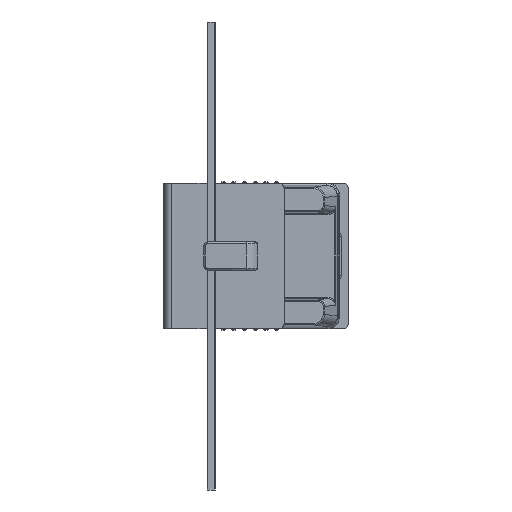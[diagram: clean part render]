
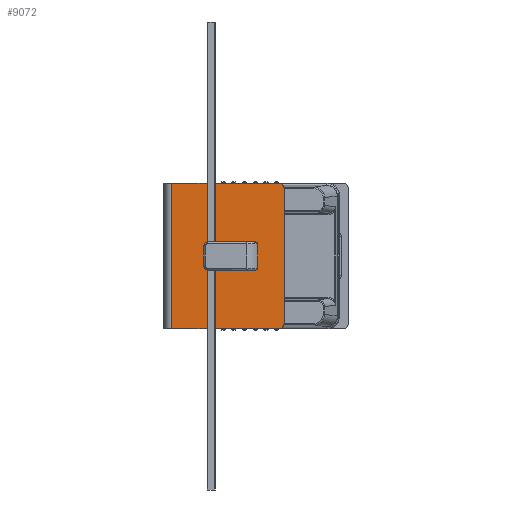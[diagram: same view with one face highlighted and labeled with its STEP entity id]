
A CAD part, left-side view. The second image highlights one B-rep face of the part: STEP entity #9072.
In plain terms, the highlighted planar face has unit normal (-1, 0, 0).
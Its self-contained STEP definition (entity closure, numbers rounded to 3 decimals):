
#17=FACE_BOUND('',#1338,.T.);
#400=PLANE('',#9738);
#866=FACE_OUTER_BOUND('',#1337,.T.);
#1337=EDGE_LOOP('',(#7933,#7934,#7935,#7936,#7937,#7938));
#1338=EDGE_LOOP('',(#7939,#7940,#7941,#7942,#7943,#7944,#7945,#7946));
#1379=CIRCLE('',#9139,1.5);
#1396=CIRCLE('',#9158,1.5);
#1407=CIRCLE('',#9173,0.6);
#1410=CIRCLE('',#9178,0.6);
#1537=CIRCLE('',#9711,2.);
#1538=CIRCLE('',#9714,2.);
#1572=LINE('',#12210,#2528);
#1583=LINE('',#12340,#2539);
#1612=LINE('',#12460,#2568);
#2453=LINE('',#15812,#3409);
#2454=LINE('',#15815,#3410);
#2457=LINE('',#15823,#3413);
#2460=LINE('',#15830,#3416);
#2461=LINE('',#15832,#3417);
#2528=VECTOR('',#9838,10.);
#2539=VECTOR('',#9873,10.);
#2568=VECTOR('',#9956,10.);
#3409=VECTOR('',#11839,10.);
#3410=VECTOR('',#11842,10.);
#3413=VECTOR('',#11851,10.);
#3416=VECTOR('',#11860,10.);
#3417=VECTOR('',#11863,10.);
#3559=VERTEX_POINT('',#12082);
#3560=VERTEX_POINT('',#12084);
#3585=VERTEX_POINT('',#12208);
#3610=VERTEX_POINT('',#12332);
#3612=VERTEX_POINT('',#12338);
#3630=VERTEX_POINT('',#12395);
#3633=VERTEX_POINT('',#12418);
#3634=VERTEX_POINT('',#12420);
#4291=VERTEX_POINT('',#15730);
#4296=VERTEX_POINT('',#15744);
#4297=VERTEX_POINT('',#15814);
#4298=VERTEX_POINT('',#15818);
#4299=VERTEX_POINT('',#15822);
#4300=VERTEX_POINT('',#15826);
#4350=EDGE_CURVE('',#3559,#3560,#1379,.F.);
#4377=EDGE_CURVE('',#3559,#3585,#1572,.T.);
#4403=EDGE_CURVE('',#3610,#3585,#1396,.F.);
#4406=EDGE_CURVE('',#3610,#3612,#1583,.T.);
#4431=EDGE_CURVE('',#3630,#3612,#1407,.F.);
#4436=EDGE_CURVE('',#3633,#3634,#1410,.F.);
#4458=EDGE_CURVE('',#3633,#3560,#1612,.T.);
#5507=EDGE_CURVE('',#4296,#4291,#2453,.T.);
#5508=EDGE_CURVE('',#4291,#4297,#2454,.T.);
#5510=EDGE_CURVE('',#4297,#4298,#1537,.T.);
#5512=EDGE_CURVE('',#4298,#4299,#2457,.T.);
#5514=EDGE_CURVE('',#4299,#4300,#1538,.T.);
#5516=EDGE_CURVE('',#4300,#4296,#2460,.T.);
#5517=EDGE_CURVE('',#3630,#3634,#2461,.T.);
#7933=ORIENTED_EDGE('',*,*,#5516,.F.);
#7934=ORIENTED_EDGE('',*,*,#5514,.F.);
#7935=ORIENTED_EDGE('',*,*,#5512,.F.);
#7936=ORIENTED_EDGE('',*,*,#5510,.F.);
#7937=ORIENTED_EDGE('',*,*,#5508,.F.);
#7938=ORIENTED_EDGE('',*,*,#5507,.F.);
#7939=ORIENTED_EDGE('',*,*,#4458,.T.);
#7940=ORIENTED_EDGE('',*,*,#4350,.F.);
#7941=ORIENTED_EDGE('',*,*,#4377,.T.);
#7942=ORIENTED_EDGE('',*,*,#4403,.F.);
#7943=ORIENTED_EDGE('',*,*,#4406,.T.);
#7944=ORIENTED_EDGE('',*,*,#4431,.F.);
#7945=ORIENTED_EDGE('',*,*,#5517,.T.);
#7946=ORIENTED_EDGE('',*,*,#4436,.F.);
#9072=ADVANCED_FACE('',(#866,#17),#400,.F.);
#9139=AXIS2_PLACEMENT_3D('',#12085,#9808,#9809);
#9158=AXIS2_PLACEMENT_3D('',#12334,#9866,#9867);
#9173=AXIS2_PLACEMENT_3D('',#12397,#9912,#9913);
#9178=AXIS2_PLACEMENT_3D('',#12421,#9923,#9924);
#9711=AXIS2_PLACEMENT_3D('',#15819,#11846,#11847);
#9714=AXIS2_PLACEMENT_3D('',#15827,#11855,#11856);
#9738=AXIS2_PLACEMENT_3D('',#15903,#11923,#11924);
#9808=DIRECTION('center_axis',(1.,0.,0.));
#9809=DIRECTION('ref_axis',(0.,0.707,-0.707));
#9838=DIRECTION('',(0.,0.,1.));
#9866=DIRECTION('center_axis',(1.,0.,0.));
#9867=DIRECTION('ref_axis',(0.,0.707,0.707));
#9873=DIRECTION('',(0.,-1.,0.));
#9912=DIRECTION('center_axis',(1.,0.,0.));
#9913=DIRECTION('ref_axis',(0.,-0.707,0.707));
#9923=DIRECTION('center_axis',(1.,0.,0.));
#9924=DIRECTION('ref_axis',(0.,-0.707,-0.707));
#9956=DIRECTION('',(0.,1.,0.));
#11839=DIRECTION('',(0.,0.,1.));
#11842=DIRECTION('',(0.,-1.,0.));
#11846=DIRECTION('center_axis',(1.,0.,0.));
#11847=DIRECTION('ref_axis',(0.,-0.707,0.707));
#11851=DIRECTION('',(0.,0.,-1.));
#11855=DIRECTION('center_axis',(1.,0.,0.));
#11856=DIRECTION('ref_axis',(0.,-0.707,-0.707));
#11860=DIRECTION('',(0.,1.,0.));
#11863=DIRECTION('',(0.,0.,-1.));
#11923=DIRECTION('center_axis',(1.,0.,0.));
#11924=DIRECTION('ref_axis',(0.,0.,-1.));
#12082=CARTESIAN_POINT('',(0.,-15.,-3.75));
#12084=CARTESIAN_POINT('',(0.,-16.5,-5.25));
#12085=CARTESIAN_POINT('Origin',(0.,-16.5,-3.75));
#12208=CARTESIAN_POINT('',(0.,-15.,3.75));
#12210=CARTESIAN_POINT('',(0.,-15.,-2.625));
#12332=CARTESIAN_POINT('',(0.,-16.5,5.25));
#12334=CARTESIAN_POINT('Origin',(0.,-16.5,3.75));
#12338=CARTESIAN_POINT('',(0.,-34.5,5.25));
#12340=CARTESIAN_POINT('',(0.,-6.68,5.25));
#12395=CARTESIAN_POINT('',(0.,-35.1,4.65));
#12397=CARTESIAN_POINT('Origin',(0.,-34.5,4.65));
#12418=CARTESIAN_POINT('',(0.,-34.5,-5.25));
#12420=CARTESIAN_POINT('',(0.,-35.1,-4.65));
#12421=CARTESIAN_POINT('Origin',(0.,-34.5,
-4.65));
#12460=CARTESIAN_POINT('',(0.,-1.655,-5.25));
#15730=CARTESIAN_POINT('',(0.,-3.,27.25));
#15744=CARTESIAN_POINT('',(0.,-3.,-27.25));
#15812=CARTESIAN_POINT('',(0.,-3.,0.));
#15814=CARTESIAN_POINT('',(0.,-43.,27.25));
#15815=CARTESIAN_POINT('',(0.,-45.,27.25));
#15818=CARTESIAN_POINT('',(0.,-45.,25.25));
#15819=CARTESIAN_POINT('Origin',(0.,-43.,25.25));
#15822=CARTESIAN_POINT('',(0.,-45.,-25.25));
#15823=CARTESIAN_POINT('',(0.,-45.,-27.25));
#15826=CARTESIAN_POINT('',(0.,-43.,-27.25));
#15827=CARTESIAN_POINT('Origin',(0.,-43.,-25.25));
#15830=CARTESIAN_POINT('',(0.,22.479,-27.25));
#15832=CARTESIAN_POINT('',(0.,-35.1,2.125));
#15903=CARTESIAN_POINT('Origin',(0.,21.74,
0.));
